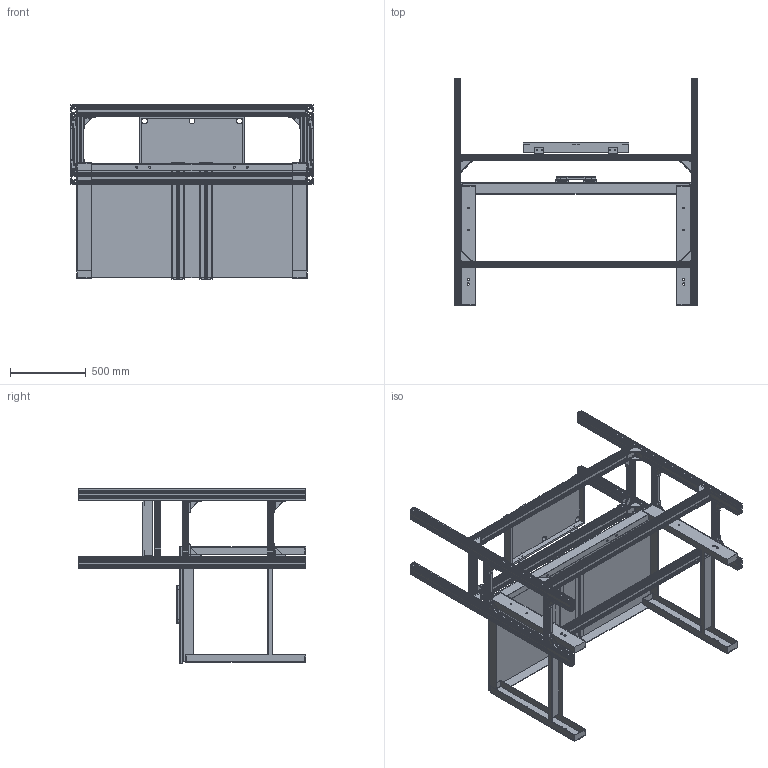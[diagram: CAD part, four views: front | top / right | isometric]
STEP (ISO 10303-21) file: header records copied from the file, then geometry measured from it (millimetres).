
FILE_DESCRIPTION (( 'STEP AP203' ), '1' );
FILE_NAME ('桌子鋁擠型.STEP', '2021-04-23T07:08:43', ( '' ), ( '' ), 'SwSTEP 2.0', 'SolidWorks 2019', '' );
FILE_SCHEMA (( 'CONFIG_CONTROL_DESIGN' ));
Length unit declared in the file: millimetre
Products named in the file (10): EF4080-8; EF4040-8; 桌子鋁擠型; LAFDF-SS; 2284-DAB8080-8W; 桌子; 本體; 2017-DCB3580-8; DCB7580-8; EF4080A-8
Assembly tree (42 placements, depth 2):
  桌子鋁擠型
    桌子
    EF4080-8  x4
    EF4080A-8  x4
    2284-DAB8080-8W  x2
    2017-DCB3580-8  x12
    EF4040-8  x6
    DCB7580-8  x8
    本體
    LAFDF-SS  x4
Bounding box: 1602 x 1500 x 1154 mm (x, y, z)
Volume: 30858960.5 mm3; surface area: 17103750.1 mm2
Topology: 42 solids, 43 shells, 3766 faces, 10879 edges, 7154 vertices
Faces by surface type: plane 1839, cylinder 1159, bspline 768
Entity records: 41029 total; most frequent: CARTESIAN_POINT 8435, ORIENTED_EDGE 6642, DIRECTION 6205, EDGE_CURVE 3321, LINE 2315, VECTOR 2315, VERTEX_POINT 2166, AXIS2_PLACEMENT_3D 1945
